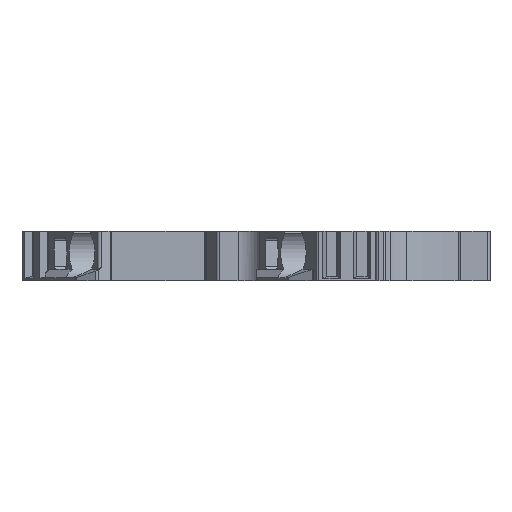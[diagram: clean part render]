
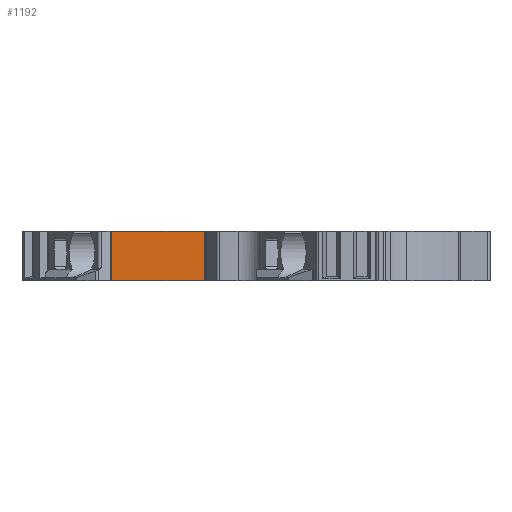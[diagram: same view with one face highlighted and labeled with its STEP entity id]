
A CAD part, left-side view. The second image highlights one B-rep face of the part: STEP entity #1192.
In plain terms, the highlighted planar face has unit normal (-1, 0, 0).
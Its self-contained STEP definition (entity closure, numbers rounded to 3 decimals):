
#1192=ADVANCED_FACE('',(#2059),#1630,.T.);
#1630=PLANE('',#11566);
#2059=FACE_OUTER_BOUND('',#2613,.T.);
#2613=EDGE_LOOP('',(#4828,#4829,#4830,#4831));
#4828=ORIENTED_EDGE('',*,*,#8366,.F.);
#4829=ORIENTED_EDGE('',*,*,#7833,.F.);
#4830=ORIENTED_EDGE('',*,*,#8367,.F.);
#4831=ORIENTED_EDGE('',*,*,#7600,.F.);
#6242=VERTEX_POINT('',#15803);
#6500=VERTEX_POINT('',#16320);
#6580=VERTEX_POINT('',#16761);
#6714=VERTEX_POINT('',#17030);
#7600=EDGE_CURVE('',#6500,#6242,#9046,.T.);
#7833=EDGE_CURVE('',#6714,#6580,#9156,.T.);
#8366=EDGE_CURVE('',#6580,#6500,#9507,.T.);
#8367=EDGE_CURVE('',#6242,#6714,#9508,.T.);
#9046=LINE('',#16321,#10145);
#9156=LINE('',#17031,#10255);
#9507=LINE('',#18897,#10606);
#9508=LINE('',#18899,#10607);
#10145=VECTOR('',#12511,1.);
#10255=VECTOR('',#12863,1.);
#10606=VECTOR('',#13846,1.);
#10607=VECTOR('',#13849,1.);
#11566=AXIS2_PLACEMENT_3D('',#18900,#13850,#13851);
#12511=DIRECTION('',(0.,-1.,0.));
#12863=DIRECTION('',(0.,1.,0.));
#13846=DIRECTION('',(0.,0.,1.));
#13849=DIRECTION('',(0.,0.,-1.));
#13850=DIRECTION('',(-1.,0.,0.));
#13851=DIRECTION('',(0.,0.,1.));
#15803=CARTESIAN_POINT('',(-23.9,22.8,0.));
#16320=CARTESIAN_POINT('',(-23.9,32.316,0.));
#16321=CARTESIAN_POINT('',(-23.9,32.316,0.));
#16761=CARTESIAN_POINT('',(-23.9,32.316,-5.1));
#17030=CARTESIAN_POINT('',(-23.9,22.8,-5.1));
#17031=CARTESIAN_POINT('',(-23.9,22.8,-5.1));
#18897=CARTESIAN_POINT('',(-23.9,32.316,-2.9));
#18899=CARTESIAN_POINT('',(-23.9,22.8,-2.2));
#18900=CARTESIAN_POINT('',(-23.9,32.396,0.));
